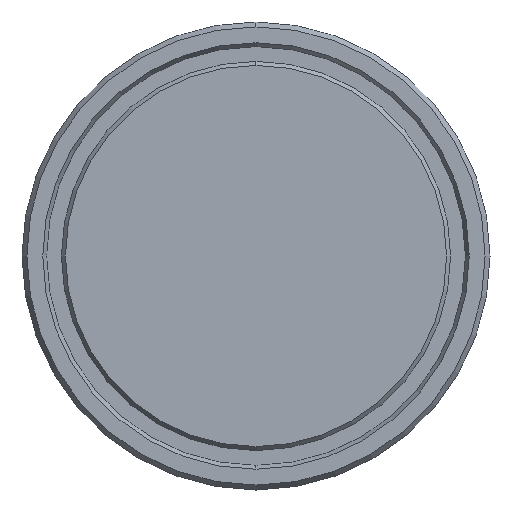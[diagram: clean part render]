
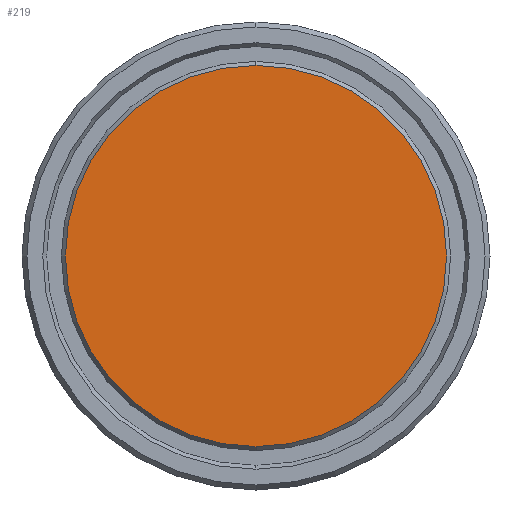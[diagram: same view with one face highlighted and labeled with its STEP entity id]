
A CAD part, left-side view. The second image highlights one B-rep face of the part: STEP entity #219.
In plain terms, the highlighted planar face has unit normal (-1, 0, 0).
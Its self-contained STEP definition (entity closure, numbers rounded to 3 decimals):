
#27 = DIRECTION ( 'NONE',  ( 0., 0., 1. ) ) ;
#69 = VERTEX_POINT ( 'NONE', #115 ) ;
#83 = DIRECTION ( 'NONE',  ( -1., 0., 0. ) ) ;
#93 = ORIENTED_EDGE ( 'NONE', *, *, #171, .T. ) ;
#94 = DIRECTION ( 'NONE',  ( 1., 0., 0. ) ) ;
#115 = CARTESIAN_POINT ( 'NONE',  ( -1.079, 0., 38.684 ) ) ;
#171 = EDGE_CURVE ( 'NONE', #656, #69, #183, .T. ) ;
#183 = CIRCLE ( 'NONE', #572, 38.684 ) ;
#186 = CARTESIAN_POINT ( 'NONE',  ( -1.079, 0., 0. ) ) ;
#219 = ADVANCED_FACE ( 'NONE', ( #228 ), #230, .F. ) ;
#225 = AXIS2_PLACEMENT_3D ( 'NONE', #538, #83, #256 ) ;
#228 = FACE_OUTER_BOUND ( 'NONE', #257, .T. ) ;
#230 = PLANE ( 'NONE',  #321 ) ;
#256 = DIRECTION ( 'NONE',  ( 0., 0., 1. ) ) ;
#257 = EDGE_LOOP ( 'NONE', ( #93, #283 ) ) ;
#283 = ORIENTED_EDGE ( 'NONE', *, *, #329, .T. ) ;
#321 = AXIS2_PLACEMENT_3D ( 'NONE', #186, #94, #643 ) ;
#329 = EDGE_CURVE ( 'NONE', #69, #656, #482, .T. ) ;
#437 = CARTESIAN_POINT ( 'NONE',  ( -1.079, 0., -38.684 ) ) ;
#482 = CIRCLE ( 'NONE', #225, 38.684 ) ;
#538 = CARTESIAN_POINT ( 'NONE',  ( -1.079, 0., 0. ) ) ;
#546 = DIRECTION ( 'NONE',  ( -1., 0., 0. ) ) ;
#572 = AXIS2_PLACEMENT_3D ( 'NONE', #640, #546, #27 ) ;
#640 = CARTESIAN_POINT ( 'NONE',  ( -1.079, 0., 0. ) ) ;
#643 = DIRECTION ( 'NONE',  ( 0., 0., -1. ) ) ;
#656 = VERTEX_POINT ( 'NONE', #437 ) ;
